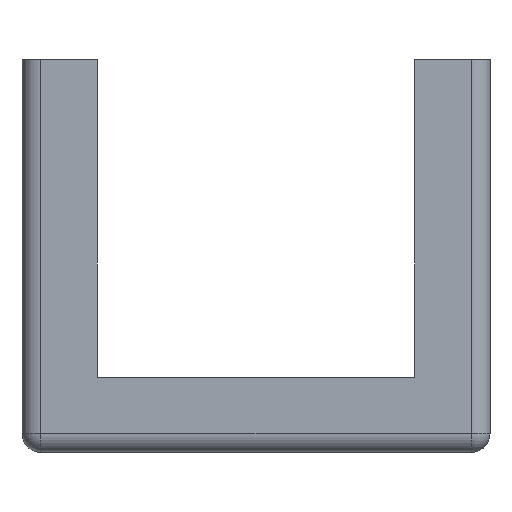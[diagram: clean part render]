
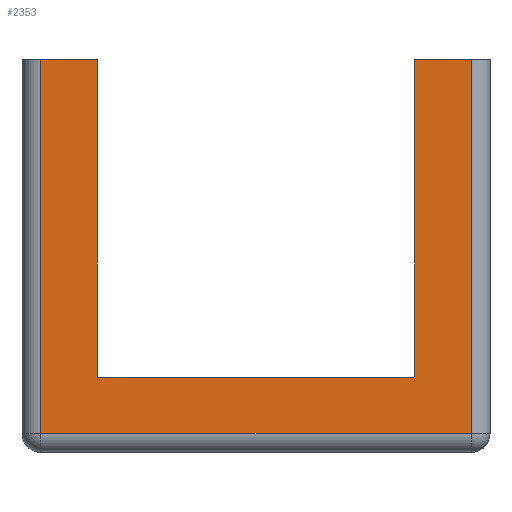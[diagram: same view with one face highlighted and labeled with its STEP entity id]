
A CAD part, front view. The second image highlights one B-rep face of the part: STEP entity #2353.
In plain terms, the highlighted planar face has unit normal (0, -1, 0).
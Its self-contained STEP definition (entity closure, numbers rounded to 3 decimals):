
#124=PLANE('',#2610);
#225=FACE_OUTER_BOUND('',#343,.T.);
#343=EDGE_LOOP('',(#2205,#2206,#2207,#2208,#2209,#2210,#2211,#2212));
#410=LINE('',#3600,#610);
#458=LINE('',#3750,#658);
#477=LINE('',#3796,#677);
#538=LINE('',#3957,#738);
#544=LINE('',#3997,#744);
#546=LINE('',#4000,#746);
#551=LINE('',#4008,#751);
#569=LINE('',#4075,#769);
#610=VECTOR('',#2812,10.);
#658=VECTOR('',#2932,10.);
#677=VECTOR('',#2965,10.);
#738=VECTOR('',#3114,10.);
#744=VECTOR('',#3168,10.);
#746=VECTOR('',#3172,10.);
#751=VECTOR('',#3183,10.);
#769=VECTOR('',#3273,10.);
#990=VERTEX_POINT('',#3597);
#991=VERTEX_POINT('',#3599);
#1044=VERTEX_POINT('',#3747);
#1045=VERTEX_POINT('',#3749);
#1064=VERTEX_POINT('',#3793);
#1065=VERTEX_POINT('',#3795);
#1113=VERTEX_POINT('',#3968);
#1116=VERTEX_POINT('',#3978);
#1249=EDGE_CURVE('',#990,#991,#410,.T.);
#1325=EDGE_CURVE('',#1044,#1045,#458,.T.);
#1348=EDGE_CURVE('',#1064,#1065,#477,.T.);
#1435=EDGE_CURVE('',#990,#1065,#538,.T.);
#1456=EDGE_CURVE('',#1045,#1116,#544,.T.);
#1458=EDGE_CURVE('',#1116,#1113,#546,.T.);
#1463=EDGE_CURVE('',#1113,#1064,#551,.T.);
#1490=EDGE_CURVE('',#991,#1044,#569,.T.);
#2205=ORIENTED_EDGE('',*,*,#1456,.F.);
#2206=ORIENTED_EDGE('',*,*,#1325,.F.);
#2207=ORIENTED_EDGE('',*,*,#1490,.F.);
#2208=ORIENTED_EDGE('',*,*,#1249,.F.);
#2209=ORIENTED_EDGE('',*,*,#1435,.T.);
#2210=ORIENTED_EDGE('',*,*,#1348,.F.);
#2211=ORIENTED_EDGE('',*,*,#1463,.F.);
#2212=ORIENTED_EDGE('',*,*,#1458,.F.);
#2353=ADVANCED_FACE('',(#225),#124,.T.);
#2610=AXIS2_PLACEMENT_3D('',#4083,#3286,#3287);
#2812=DIRECTION('',(1.,0.,0.));
#2932=DIRECTION('',(1.,0.,0.));
#2965=DIRECTION('',(1.,0.,0.));
#3114=DIRECTION('',(0.,0.,1.));
#3168=DIRECTION('',(0.,0.,-1.));
#3172=DIRECTION('',(-1.,0.,0.));
#3183=DIRECTION('',(0.,0.,1.));
#3273=DIRECTION('',(0.,0.,1.));
#3286=DIRECTION('center_axis',(0.,-1.,0.));
#3287=DIRECTION('ref_axis',(1.,0.,0.));
#3597=CARTESIAN_POINT('',(-16.9,-49.9,8.));
#3599=CARTESIAN_POINT('',(16.9,-49.9,8.));
#3600=CARTESIAN_POINT('',(24.9,-49.9,8.));
#3747=CARTESIAN_POINT('',(16.9,-49.9,41.8));
#3749=CARTESIAN_POINT('',(22.9,-49.9,41.8));
#3750=CARTESIAN_POINT('',(16.9,-49.9,41.8));
#3793=CARTESIAN_POINT('',(-22.9,-49.9,41.8));
#3795=CARTESIAN_POINT('',(-16.9,-49.9,41.8));
#3796=CARTESIAN_POINT('',(-24.9,-49.9,41.8));
#3957=CARTESIAN_POINT('',(-16.9,-49.9,8.));
#3968=CARTESIAN_POINT('',(-22.9,-49.9,2.));
#3978=CARTESIAN_POINT('',(22.9,-49.9,2.));
#3997=CARTESIAN_POINT('',(22.9,-49.9,0.));
#4000=CARTESIAN_POINT('',(-12.45,-49.9,2.));
#4008=CARTESIAN_POINT('',(-22.9,-49.9,0.));
#4075=CARTESIAN_POINT('',(16.9,-49.9,8.));
#4083=CARTESIAN_POINT('Origin',(-24.9,-49.9,0.));
